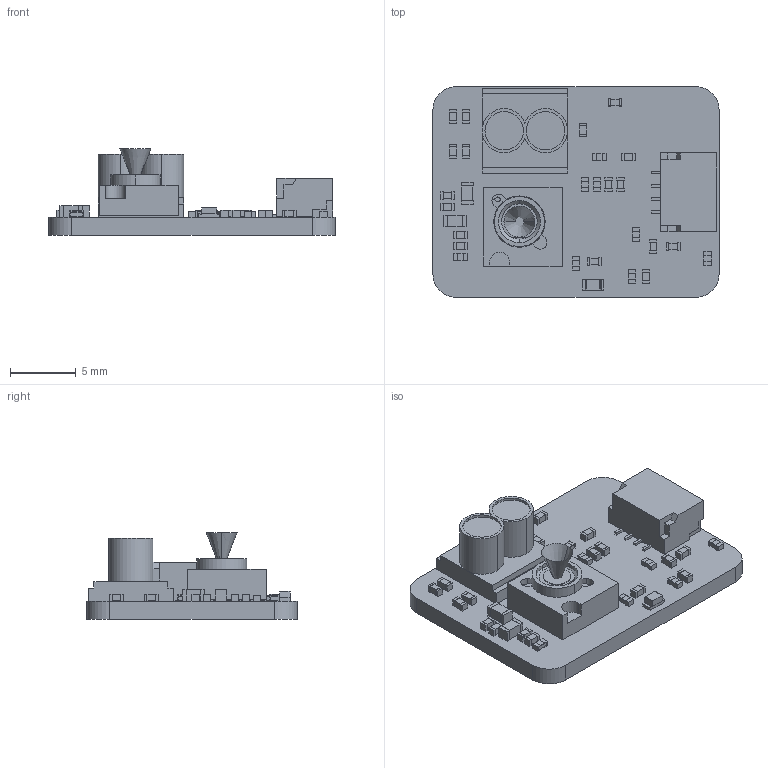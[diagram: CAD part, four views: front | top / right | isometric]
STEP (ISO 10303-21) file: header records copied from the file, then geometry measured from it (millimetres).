
FILE_DESCRIPTION (( 'STEP AP203' ), '1' );
FILE_NAME ('MTF-02P-V1.2.STEP', '2024-10-15T03:33:25', ( '' ), ( '' ), 'SwSTEP 2.0', 'SolidWorks 2023', '' );
FILE_SCHEMA (( 'CONFIG_CONTROL_DESIGN' ));
Length unit declared in the file: millimetre
Products named in the file (45): MTF-02P-V1.2.step; R6.step; C3.step; R2.step; Free-Models.step; C16.step; CAP_0402_(1005_metric).step; C9.step; C14.step; R7.step; R1.step; C19.step; R5.step; Open CASCADE STEP translator 6.8 1.1.1.step; CAP_0603.step; P1.step; R4.step; R8.step; D1.step; lens_chip_package.step; C5.step; Board.step; C1.step; C12.step; C4.step; SM04B-SRSS-TB.step; LENS.step; C18.step; C11.step; C10.step; RES_0402_(1005_metric).step; R3.step; Open CASCADE STEP translator 6.8 1.31.1.1.1.step; MTF-02P-V1.2; Open CASCADE STEP translator 6.8 1.31.1.1.2.step; C15.step; Tof sensor; C2.step; C8.step; C13.step ...
Assembly tree (68 placements, depth 6):
  MTF-02P-V1.2
    MTF-02P-V1.2.step
      Board.step
        Open CASCADE STEP translator 6.8 1.1.1.step
      P1.step
        SM04B-SRSS-TB.step
      R8.step
        RES_0402_(1005_metric).step
      C19.step
        CAP_0402_(1005_metric).step
      C18.step
        CAP_0402_(1005_metric).step
      R7.step
        RES_0402_(1005_metric).step
      R6.step
        RES_0402_(1005_metric).step
      R5.step
        RES_0402_(1005_metric).step
      R4.step
        RES_0402_(1005_metric).step
      R3.step
        RES_0402_(1005_metric).step
      R2.step
        RES_0402_(1005_metric).step
      R1.step
        RES_0402_(1005_metric).step
      D1.step
        LED_0603_APT1608_BLUE.step
      C10.step
        CAP_0402_(1005_metric).step
      C15.step
        CAP_0402_(1005_metric).step
      C12.step
        CAP_0402_(1005_metric).step
      C9.step
        CAP_0603.step
      C17.step
        CAP_0402_(1005_metric).step
      C13.step
        CAP_0402_(1005_metric).step
      C5.step
        CAP_0402_(1005_metric).step
      C14.step
        CAP_0402_(1005_metric).step
      C16.step
        CAP_0402_(1005_metric).step
      C4.step
        CAP_0402_(1005_metric).step
      C11.step
        CAP_0603.step
      C8.step
        CAP_0402_(1005_metric).step
      C7.step
        CAP_0402_(1005_metric).step
      C6.step
        CAP_0402_(1005_metric).step
      C3.step
        CAP_0402_(1005_metric).step
      C2.step
        CAP_0402_(1005_metric).step
Bounding box: 21.75 x 16 x 6.6 mm (x, y, z)
Volume: 729.7 mm3; surface area: 1508.3 mm2
Topology: 33 solids, 35 shells, 1115 faces, 2726 edges, 1790 vertices
Faces by surface type: plane 1049, cylinder 56, cone 10
Entity records: 23936 total; most frequent: CARTESIAN_POINT 3345, DIRECTION 3119, ORIENTED_EDGE 3074, EDGE_CURVE 1538, VECTOR 1391, LINE 1391, VERTEX_POINT 1018, AXIS2_PLACEMENT_3D 864
